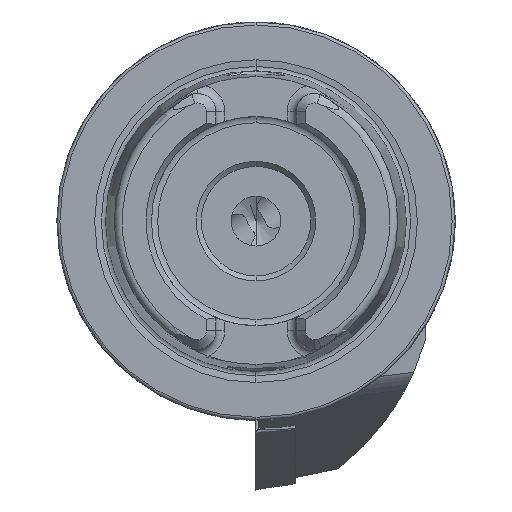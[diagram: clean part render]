
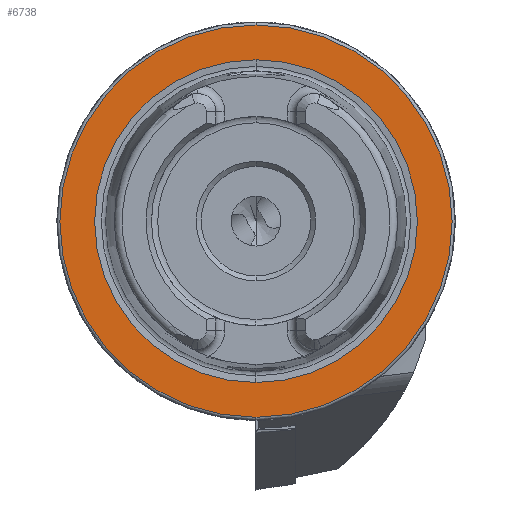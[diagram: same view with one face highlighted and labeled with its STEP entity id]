
A CAD part, left-side view. The second image highlights one B-rep face of the part: STEP entity #6738.
In plain terms, the highlighted planar face has unit normal (-1, 0, 0).
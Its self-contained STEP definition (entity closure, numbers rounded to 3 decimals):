
#322 = CARTESIAN_POINT ( 'NONE',  ( 0., 0., 19.7 ) ) ;
#421 = CIRCLE ( 'NONE', #4257, 19.7 ) ;
#746 = VERTEX_POINT ( 'NONE', #12077 ) ;
#835 = EDGE_CURVE ( 'NONE', #746, #12139, #421, .T. ) ;
#863 = VERTEX_POINT ( 'NONE', #9651 ) ;
#1544 = DIRECTION ( 'NONE',  ( 0., 0., 1. ) ) ;
#1886 = FACE_BOUND ( 'NONE', #8804, .T. ) ;
#2164 = ORIENTED_EDGE ( 'NONE', *, *, #7735, .F. ) ;
#2317 = VERTEX_POINT ( 'NONE', #3791 ) ;
#2487 = DIRECTION ( 'NONE',  ( -1., 0., 0. ) ) ;
#2604 = AXIS2_PLACEMENT_3D ( 'NONE', #6519, #2487, #4446 ) ;
#2908 = DIRECTION ( 'NONE',  ( -1., 0., 0. ) ) ;
#3592 = CARTESIAN_POINT ( 'NONE',  ( 0., 0., 0. ) ) ;
#3791 = CARTESIAN_POINT ( 'NONE',  ( 0., 0., -16.207 ) ) ;
#3884 = ORIENTED_EDGE ( 'NONE', *, *, #12929, .T. ) ;
#4087 = ORIENTED_EDGE ( 'NONE', *, *, #835, .T. ) ;
#4257 = AXIS2_PLACEMENT_3D ( 'NONE', #9414, #8382, #12487 ) ;
#4285 = DIRECTION ( 'NONE',  ( 1., 0., 0. ) ) ;
#4446 = DIRECTION ( 'NONE',  ( 0., 0., 1. ) ) ;
#5081 = AXIS2_PLACEMENT_3D ( 'NONE', #3592, #8666, #1544 ) ;
#5595 = AXIS2_PLACEMENT_3D ( 'NONE', #12390, #4285, #11418 ) ;
#6328 = FACE_OUTER_BOUND ( 'NONE', #9051, .T. ) ;
#6519 = CARTESIAN_POINT ( 'NONE',  ( 0., 0., 0. ) ) ;
#6738 = ADVANCED_FACE ( 'NONE', ( #1886, #6328 ), #11461, .F. ) ;
#6881 = CIRCLE ( 'NONE', #2604, 19.7 ) ;
#7091 = AXIS2_PLACEMENT_3D ( 'NONE', #9134, #2908, #10040 ) ;
#7735 = EDGE_CURVE ( 'NONE', #863, #2317, #10333, .T. ) ;
#8382 = DIRECTION ( 'NONE',  ( -1., 0., 0. ) ) ;
#8441 = ORIENTED_EDGE ( 'NONE', *, *, #8895, .F. ) ;
#8666 = DIRECTION ( 'NONE',  ( -1., 0., 0. ) ) ;
#8804 = EDGE_LOOP ( 'NONE', ( #2164, #8441 ) ) ;
#8895 = EDGE_CURVE ( 'NONE', #2317, #863, #10436, .T. ) ;
#9051 = EDGE_LOOP ( 'NONE', ( #3884, #4087 ) ) ;
#9134 = CARTESIAN_POINT ( 'NONE',  ( 0., 0., 0. ) ) ;
#9414 = CARTESIAN_POINT ( 'NONE',  ( 0., 0., 0. ) ) ;
#9651 = CARTESIAN_POINT ( 'NONE',  ( 0., 0., 16.207 ) ) ;
#10040 = DIRECTION ( 'NONE',  ( 0., 0., 1. ) ) ;
#10333 = CIRCLE ( 'NONE', #5081, 16.207 ) ;
#10436 = CIRCLE ( 'NONE', #7091, 16.207 ) ;
#11418 = DIRECTION ( 'NONE',  ( 0., 0., -1. ) ) ;
#11461 = PLANE ( 'NONE',  #5595 ) ;
#12077 = CARTESIAN_POINT ( 'NONE',  ( 0., 0., -19.7 ) ) ;
#12139 = VERTEX_POINT ( 'NONE', #322 ) ;
#12390 = CARTESIAN_POINT ( 'NONE',  ( 0., 19.7, 0. ) ) ;
#12487 = DIRECTION ( 'NONE',  ( 0., 0., 1. ) ) ;
#12929 = EDGE_CURVE ( 'NONE', #12139, #746, #6881, .T. ) ;
